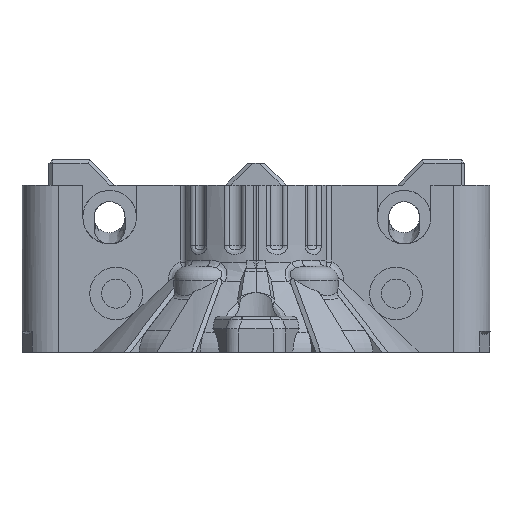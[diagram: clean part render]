
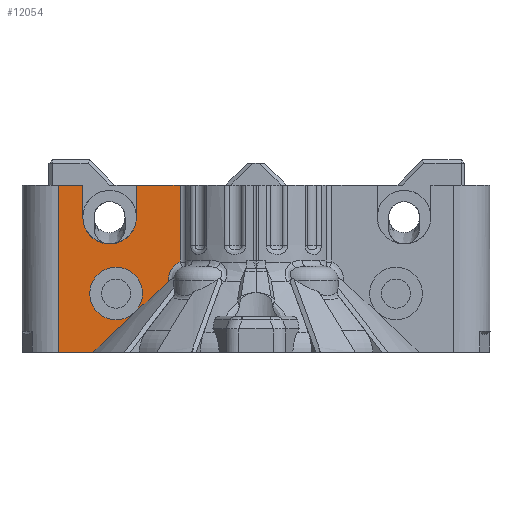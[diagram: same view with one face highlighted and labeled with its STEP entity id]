
A CAD part, front view. The second image highlights one B-rep face of the part: STEP entity #12054.
In plain terms, the highlighted planar face has unit normal (0, -1, 0).
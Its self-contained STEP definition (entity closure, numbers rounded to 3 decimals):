
#25=(
BOUNDED_CURVE()
B_SPLINE_CURVE(2,(#22261,#22262,#22263),.UNSPECIFIED.,.F.,.F.)
B_SPLINE_CURVE_WITH_KNOTS((3,3),(0.,1.118),.UNSPECIFIED.)
CURVE()
GEOMETRIC_REPRESENTATION_ITEM()
RATIONAL_B_SPLINE_CURVE((1.,1.046,1.006))
REPRESENTATION_ITEM('')
);
#244=B_SPLINE_CURVE_WITH_KNOTS('',3,(#22471,#22472,#22473,#22474,#22475,
#22476,#22477),.UNSPECIFIED.,.F.,.F.,(4,3,4),(0.,0.001,
0.003),.UNSPECIFIED.);
#330=FACE_BOUND('',#2336,.T.);
#884=CIRCLE('',#12821,2.9);
#1043=CIRCLE('',#13211,2.95);
#1044=CIRCLE('',#13212,2.95);
#1675=FACE_OUTER_BOUND('',#2335,.T.);
#2335=EDGE_LOOP('',(#10914,#10915,#10916,#10917,#10918,#10919,#10920,#10921,
#10922,#10923,#10924));
#2336=EDGE_LOOP('',(#10925));
#2916=LINE('',#18241,#3997);
#3202=LINE('',#19807,#4283);
#3373=LINE('',#22250,#4454);
#3419=LINE('',#23989,#4500);
#3420=LINE('',#23995,#4501);
#3421=LINE('',#23996,#4502);
#3422=LINE('',#23997,#4503);
#3997=VECTOR('',#14839,1000.);
#4283=VECTOR('',#15543,10.);
#4454=VECTOR('',#16292,10.);
#4500=VECTOR('',#16556,10.);
#4501=VECTOR('',#16561,10.);
#4502=VECTOR('',#16562,1000.);
#4503=VECTOR('',#16563,10.);
#5063=VERTEX_POINT('',#18238);
#5064=VERTEX_POINT('',#18240);
#5357=VERTEX_POINT('',#19804);
#5358=VERTEX_POINT('',#19806);
#5365=VERTEX_POINT('',#19835);
#5584=VERTEX_POINT('',#22249);
#5587=VERTEX_POINT('',#22259);
#5588=VERTEX_POINT('',#22260);
#5664=VERTEX_POINT('',#23988);
#5665=VERTEX_POINT('',#23990);
#5666=VERTEX_POINT('',#23992);
#5667=VERTEX_POINT('',#23994);
#6487=EDGE_CURVE('',#5063,#5064,#2916,.T.);
#6901=EDGE_CURVE('',#5357,#5358,#3202,.T.);
#6915=EDGE_CURVE('',#5365,#5365,#884,.T.);
#7299=EDGE_CURVE('',#5064,#5584,#3373,.T.);
#7304=EDGE_CURVE('',#5587,#5588,#25,.T.);
#7338=EDGE_CURVE('',#5584,#5588,#244,.T.);
#7454=EDGE_CURVE('',#5664,#5063,#3419,.T.);
#7455=EDGE_CURVE('',#5665,#5664,#1043,.T.);
#7456=EDGE_CURVE('',#5666,#5665,#1044,.T.);
#7457=EDGE_CURVE('',#5667,#5666,#3420,.T.);
#7458=EDGE_CURVE('',#5358,#5667,#3421,.T.);
#7459=EDGE_CURVE('',#5357,#5587,#3422,.T.);
#10914=ORIENTED_EDGE('',*,*,#7304,.T.);
#10915=ORIENTED_EDGE('',*,*,#7338,.F.);
#10916=ORIENTED_EDGE('',*,*,#7299,.F.);
#10917=ORIENTED_EDGE('',*,*,#6487,.F.);
#10918=ORIENTED_EDGE('',*,*,#7454,.F.);
#10919=ORIENTED_EDGE('',*,*,#7455,.F.);
#10920=ORIENTED_EDGE('',*,*,#7456,.F.);
#10921=ORIENTED_EDGE('',*,*,#7457,.F.);
#10922=ORIENTED_EDGE('',*,*,#7458,.F.);
#10923=ORIENTED_EDGE('',*,*,#6901,.F.);
#10924=ORIENTED_EDGE('',*,*,#7459,.T.);
#10925=ORIENTED_EDGE('',*,*,#6915,.F.);
#11416=PLANE('',#13210);
#12054=ADVANCED_FACE('',(#1675,#330),#11416,.F.);
#12821=AXIS2_PLACEMENT_3D('',#19837,#15568,#15569);
#13210=AXIS2_PLACEMENT_3D('',#23987,#16554,#16555);
#13211=AXIS2_PLACEMENT_3D('',#23991,#16557,#16558);
#13212=AXIS2_PLACEMENT_3D('',#23993,#16559,#16560);
#14839=DIRECTION('',(1.,0.,0.));
#15543=DIRECTION('',(0.,0.,1.));
#15568=DIRECTION('center_axis',(0.,-1.,0.));
#15569=DIRECTION('ref_axis',(1.,0.,0.));
#16292=DIRECTION('',(0.,0.,-1.));
#16554=DIRECTION('center_axis',(0.,1.,0.));
#16555=DIRECTION('ref_axis',(-1.,0.,0.));
#16556=DIRECTION('',(0.,0.,1.));
#16557=DIRECTION('center_axis',(0.,-1.,0.));
#16558=DIRECTION('ref_axis',(0.,0.,1.));
#16559=DIRECTION('center_axis',(0.,-1.,0.));
#16560=DIRECTION('ref_axis',(0.,0.,1.));
#16561=DIRECTION('',(0.,0.,-1.));
#16562=DIRECTION('',(1.,0.,0.));
#16563=DIRECTION('',(1.,0.,0.));
#18238=CARTESIAN_POINT('',(-13.162,-4.,-81.556));
#18240=CARTESIAN_POINT('',(-8.352,-4.,-81.556));
#18241=CARTESIAN_POINT('',(-0.001,-4.,-81.556));
#19804=CARTESIAN_POINT('',(-21.75,-4.,-99.95));
#19806=CARTESIAN_POINT('',(-21.75,-4.,-81.556));
#19807=CARTESIAN_POINT('',(-21.75,-4.,-86.556));
#19835=CARTESIAN_POINT('',(-18.3,-4.,-93.5));
#19837=CARTESIAN_POINT('Origin',(-15.4,-4.,-93.5));
#22249=CARTESIAN_POINT('',(-8.352,-4.,-90.02));
#22250=CARTESIAN_POINT('',(-8.352,-4.,-86.554));
#22259=CARTESIAN_POINT('',(-17.947,-4.,-99.95));
#22260=CARTESIAN_POINT('',(-9.636,-4.,-92.184));
#22261=CARTESIAN_POINT('Ctrl Pts',(-17.947,-4.,
-99.95));
#22262=CARTESIAN_POINT('Ctrl Pts',(-12.687,-4.,
-94.897));
#22263=CARTESIAN_POINT('Ctrl Pts',(-9.636,-4.,
-92.184));
#22471=CARTESIAN_POINT('Ctrl Pts',(-8.352,-4.,
-90.02));
#22472=CARTESIAN_POINT('Ctrl Pts',(-8.765,-4.,
-90.209));
#22473=CARTESIAN_POINT('Ctrl Pts',(-9.115,-4.,
-90.518));
#22474=CARTESIAN_POINT('Ctrl Pts',(-9.342,-4.,
-90.905));
#22475=CARTESIAN_POINT('Ctrl Pts',(-9.568,-4.,
-91.286));
#22476=CARTESIAN_POINT('Ctrl Pts',(-9.674,-4.,
-91.743));
#22477=CARTESIAN_POINT('Ctrl Pts',(-9.636,-4.,
-92.184));
#23987=CARTESIAN_POINT('Origin',(-0.001,-4.,
-100.002));
#23988=CARTESIAN_POINT('',(-13.162,-4.,-85.254));
#23989=CARTESIAN_POINT('',(-13.162,-4.,-93.279));
#23990=CARTESIAN_POINT('',(-16.107,-4.,-88.033));
#23991=CARTESIAN_POINT('Origin',(-16.107,-4.,-85.083));
#23992=CARTESIAN_POINT('',(-19.052,-4.,-85.254));
#23993=CARTESIAN_POINT('Origin',(-16.107,-4.,-85.083));
#23994=CARTESIAN_POINT('',(-19.052,-4.,-81.556));
#23995=CARTESIAN_POINT('',(-19.052,-4.,-93.279));
#23996=CARTESIAN_POINT('',(-0.001,-4.,-81.556));
#23997=CARTESIAN_POINT('',(-9.791,-4.,-99.95));
